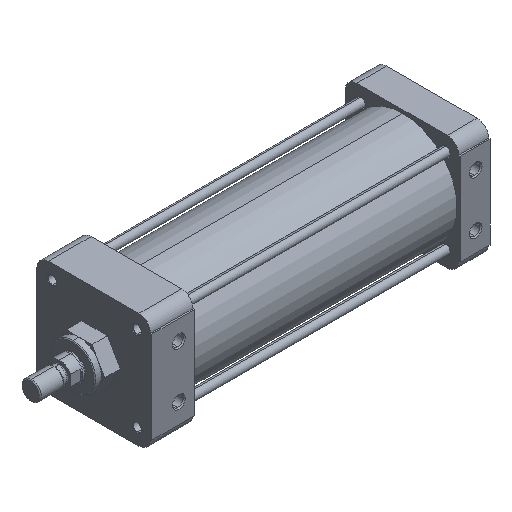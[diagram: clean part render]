
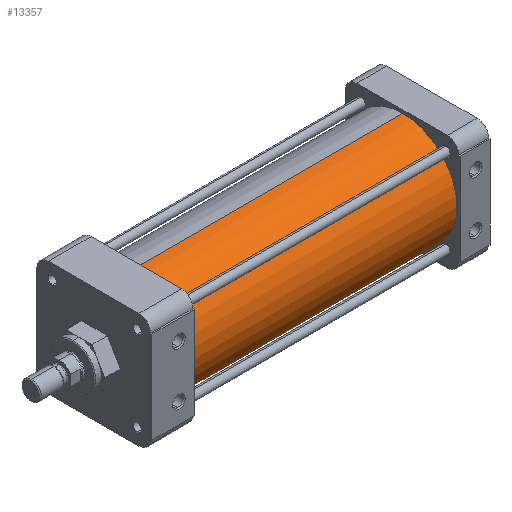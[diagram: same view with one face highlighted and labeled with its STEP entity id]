
A CAD part, isometric view. The second image highlights one B-rep face of the part: STEP entity #13357.
In plain terms, the highlighted cylindrical face has radius 53.975 mm (diameter 107.95 mm), a partial arc.
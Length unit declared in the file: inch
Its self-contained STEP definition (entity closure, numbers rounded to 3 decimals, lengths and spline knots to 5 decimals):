
#61 = CYLINDRICAL_SURFACE ( 'NONE', #2744, 2.125 ) ;
#178 = DIRECTION ( 'NONE',  ( 0., 0., -1. ) ) ;
#227 = EDGE_CURVE ( 'NONE', #13079, #11640, #2730, .T. ) ;
#1084 = CARTESIAN_POINT ( 'NONE',  ( 12.076, 0., 0. ) ) ;
#1229 = DIRECTION ( 'NONE',  ( -1., 0., 0. ) ) ;
#1481 = CARTESIAN_POINT ( 'NONE',  ( 1.67, 0., 2.125 ) ) ;
#1895 = FACE_OUTER_BOUND ( 'NONE', #6447, .T. ) ;
#2458 = DIRECTION ( 'NONE',  ( 0., 0., -1. ) ) ;
#2730 = CIRCLE ( 'NONE', #11603, 2.125 ) ;
#2744 = AXIS2_PLACEMENT_3D ( 'NONE', #8793, #6515, #9964 ) ;
#3117 = CARTESIAN_POINT ( 'NONE',  ( 12.076, 0., 2.125 ) ) ;
#3162 = LINE ( 'NONE', #6540, #6185 ) ;
#3945 = EDGE_CURVE ( 'NONE', #13096, #11640, #12070, .T. ) ;
#5102 = EDGE_CURVE ( 'NONE', #13096, #6086, #8159, .T. ) ;
#5823 = CARTESIAN_POINT ( 'NONE',  ( 1.67, 0., -2.125 ) ) ;
#6086 = VERTEX_POINT ( 'NONE', #5823 ) ;
#6185 = VECTOR ( 'NONE', #13313, 39.37008 ) ;
#6447 = EDGE_LOOP ( 'NONE', ( #12596, #10037, #10194, #7587 ) ) ;
#6515 = DIRECTION ( 'NONE',  ( 1., 0., 0. ) ) ;
#6540 = CARTESIAN_POINT ( 'NONE',  ( 12.076, 0., -2.125 ) ) ;
#7587 = ORIENTED_EDGE ( 'NONE', *, *, #227, .T. ) ;
#8159 = CIRCLE ( 'NONE', #10400, 2.125 ) ;
#8793 = CARTESIAN_POINT ( 'NONE',  ( 12.076, 0., 0. ) ) ;
#9418 = CARTESIAN_POINT ( 'NONE',  ( 12.076, 0., -2.125 ) ) ;
#9964 = DIRECTION ( 'NONE',  ( 0., 0., -1. ) ) ;
#10037 = ORIENTED_EDGE ( 'NONE', *, *, #5102, .T. ) ;
#10194 = ORIENTED_EDGE ( 'NONE', *, *, #13876, .T. ) ;
#10400 = AXIS2_PLACEMENT_3D ( 'NONE', #14029, #13162, #2458 ) ;
#11043 = DIRECTION ( 'NONE',  ( 1., 0., 0. ) ) ;
#11603 = AXIS2_PLACEMENT_3D ( 'NONE', #1084, #1229, #178 ) ;
#11640 = VERTEX_POINT ( 'NONE', #13690 ) ;
#12070 = LINE ( 'NONE', #3117, #14726 ) ;
#12596 = ORIENTED_EDGE ( 'NONE', *, *, #3945, .F. ) ;
#13079 = VERTEX_POINT ( 'NONE', #9418 ) ;
#13096 = VERTEX_POINT ( 'NONE', #1481 ) ;
#13162 = DIRECTION ( 'NONE',  ( 1., 0., 0. ) ) ;
#13313 = DIRECTION ( 'NONE',  ( 1., 0., 0. ) ) ;
#13357 = ADVANCED_FACE ( 'NONE', ( #1895 ), #61, .T. ) ;
#13690 = CARTESIAN_POINT ( 'NONE',  ( 12.076, 0., 2.125 ) ) ;
#13876 = EDGE_CURVE ( 'NONE', #6086, #13079, #3162, .T. ) ;
#14029 = CARTESIAN_POINT ( 'NONE',  ( 1.67, 0., 0. ) ) ;
#14726 = VECTOR ( 'NONE', #11043, 39.37008 ) ;
